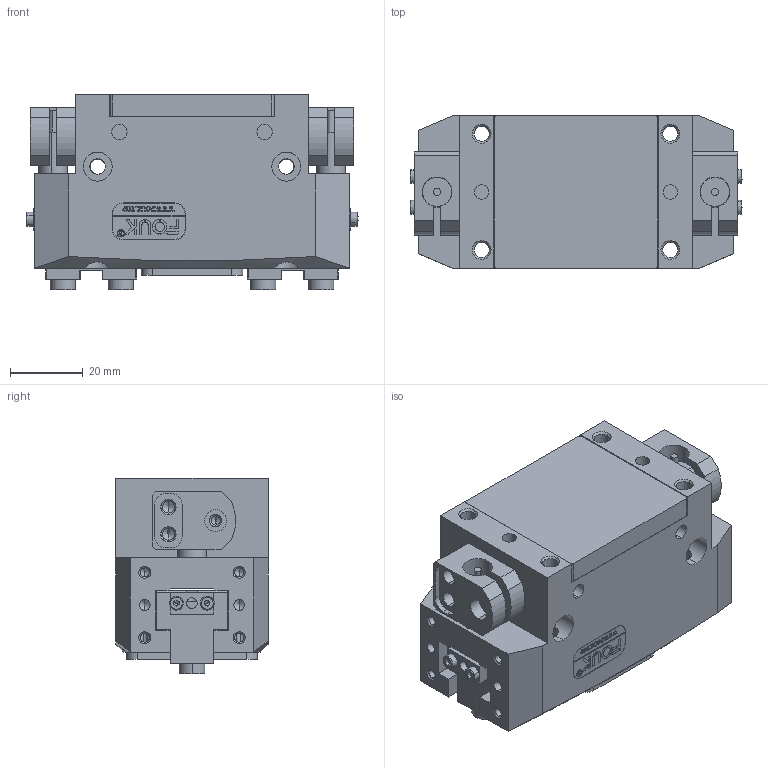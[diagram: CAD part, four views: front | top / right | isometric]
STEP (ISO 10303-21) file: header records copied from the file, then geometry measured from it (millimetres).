
FILE_DESCRIPTION (( 'STEP AP203' ), '1' );
FILE_NAME ('TR30-80-S.STEP', '2024-11-19T00:55:47', ( 'USER-' ), ( 'Microsoft' ), 'SwSTEP 2.0', 'SolidWorks 2018', '' );
FILE_SCHEMA (( 'CONFIG_CONTROL_DESIGN' ));
Length unit declared in the file: millimetre
Products named in the file (15): 杶种; 揤輸蚾饜极; TR30-80 杅耀.sldasm-Part-25; TR30-80 杅耀.sldasm-Part-19; TR30-80 杅耀.sldasm-Part-18; TR30-80-S; 揤輸杅耀.sldasm-Part-9; TR30-80 杅耀.sldasm-Part-4; TR30-80-M-06 笢猾啣; 埴翐芛_GB_FASTENER_SCREWS_HSHCS M2X8-N; 錨璃3^TR30-80-S; TR30-80 杅耀.sldasm-Part-14; 20x10-R3; TR30-80 杅耀.sldasm-Part-9; TR30-80 杅耀.sldasm-Part-11
Assembly tree (19 placements, depth 3):
  TR30-80-S
    TR30-80 杅耀.sldasm-Part-4
    TR30-80 杅耀.sldasm-Part-9  x2
    TR30-80 杅耀.sldasm-Part-11
    TR30-80 杅耀.sldasm-Part-14
    TR30-80 杅耀.sldasm-Part-18
    TR30-80 杅耀.sldasm-Part-19
    TR30-80 杅耀.sldasm-Part-25
    杶种  x4
    TR30-80-M-06 笢猾啣
    20x10-R3
    揤輸蚾饜极  x2
      揤輸杅耀.sldasm-Part-9
      埴翐芛_GB_FASTENER_SCREWS_HSHCS M2X8-N
  錨璃3^TR30-80-S
Bounding box: 91.5 x 42 x 54 mm (x, y, z)
Volume: 147328.9 mm3; surface area: 52878.9 mm2
Topology: 20 solids, 28 shells, 1193 faces, 3087 edges, 1960 vertices
Faces by surface type: plane 551, cylinder 313, cone 166, bspline 155, torus 8
Entity records: 38166 total; most frequent: CARTESIAN_POINT 12455, ORIENTED_EDGE 5164, DIRECTION 4582, EDGE_CURVE 2582, VERTEX_POINT 1681, VECTOR 1594, LINE 1594, AXIS2_PLACEMENT_3D 1494
